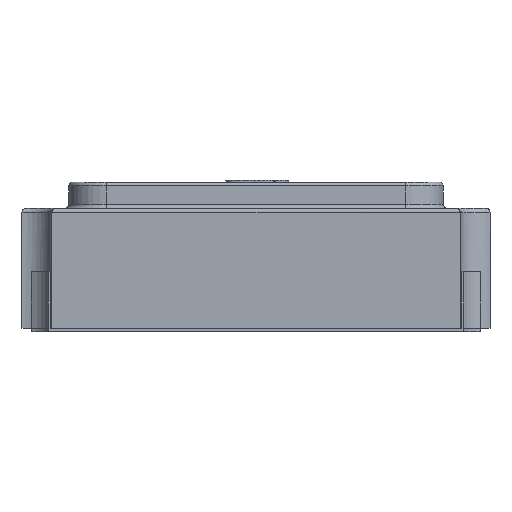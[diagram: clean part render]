
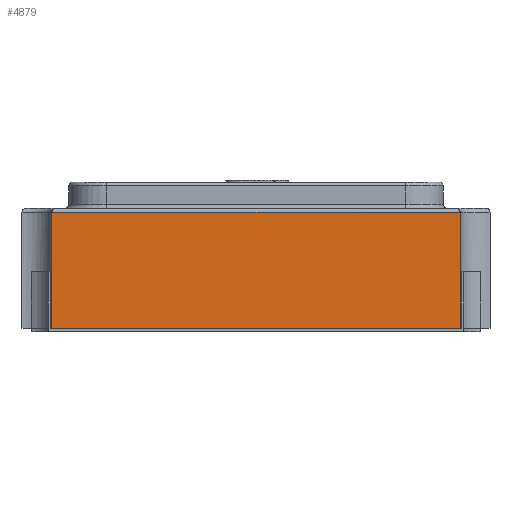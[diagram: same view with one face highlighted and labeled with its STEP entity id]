
A CAD part, left-side view. The second image highlights one B-rep face of the part: STEP entity #4879.
In plain terms, the highlighted planar face has unit normal (-1, 0, 0).
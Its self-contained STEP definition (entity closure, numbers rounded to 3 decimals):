
#1442 = CYLINDRICAL_SURFACE('',#1443,0.16);
#1443 = AXIS2_PLACEMENT_3D('',#1444,#1445,#1446);
#1444 = CARTESIAN_POINT('',(-1.6,1.25,0.66));
#1445 = DIRECTION('',(0.,0.,-1.));
#1446 = DIRECTION('',(0.,1.,0.));
#1706 = CYLINDRICAL_SURFACE('',#1707,0.16);
#1707 = AXIS2_PLACEMENT_3D('',#1708,#1709,#1710);
#1708 = CARTESIAN_POINT('',(-1.6,-1.25,0.66));
#1709 = DIRECTION('',(0.,0.,-1.));
#1710 = DIRECTION('',(0.,1.,0.));
#2663 = VERTEX_POINT('',#2664);
#2664 = CARTESIAN_POINT('',(-1.6,1.09,0.64));
#2735 = EDGE_CURVE('',#2663,#2736,#2738,.T.);
#2736 = VERTEX_POINT('',#2737);
#2737 = CARTESIAN_POINT('',(-1.6,1.09,0.02));
#2738 = SURFACE_CURVE('',#2739,(#2743,#2772),.PCURVE_S1.);
#2739 = LINE('',#2740,#2741);
#2740 = CARTESIAN_POINT('',(-1.6,1.09,0.66));
#2741 = VECTOR('',#2742,1.);
#2742 = DIRECTION('',(0.,0.,-1.));
#2743 = PCURVE('',#1442,#2744);
#2744 = DEFINITIONAL_REPRESENTATION('',(#2745),#2771);
#2745 = B_SPLINE_CURVE_WITH_KNOTS('',3,(#2746,#2747,#2748,#2749,#2750,
    #2751,#2752,#2753,#2754,#2755,#2756,#2757,#2758,#2759,#2760,#2761,
    #2762,#2763,#2764,#2765,#2766,#2767,#2768,#2769,#2770),
  .UNSPECIFIED.,.F.,.F.,(4,1,1,1,1,1,1,1,1,1,1,1,1,1,1,1,1,1,1,1,1,1,4),
  (0.02,0.048,0.076,0.105,
    0.133,0.161,0.189,0.217,
    0.245,0.274,0.302,0.33,0.358,
    0.386,0.415,0.443,0.471,
    0.499,0.527,0.555,0.584,
    0.612,0.64),.QUASI_UNIFORM_KNOTS.);
#2746 = CARTESIAN_POINT('',(3.142,0.02));
#2747 = CARTESIAN_POINT('',(3.142,0.029));
#2748 = CARTESIAN_POINT('',(3.142,0.048));
#2749 = CARTESIAN_POINT('',(3.142,0.076));
#2750 = CARTESIAN_POINT('',(3.142,0.105));
#2751 = CARTESIAN_POINT('',(3.142,0.133));
#2752 = CARTESIAN_POINT('',(3.142,0.161));
#2753 = CARTESIAN_POINT('',(3.142,0.189));
#2754 = CARTESIAN_POINT('',(3.142,0.217));
#2755 = CARTESIAN_POINT('',(3.142,0.245));
#2756 = CARTESIAN_POINT('',(3.142,0.274));
#2757 = CARTESIAN_POINT('',(3.142,0.302));
#2758 = CARTESIAN_POINT('',(3.142,0.33));
#2759 = CARTESIAN_POINT('',(3.142,0.358));
#2760 = CARTESIAN_POINT('',(3.142,0.386));
#2761 = CARTESIAN_POINT('',(3.142,0.415));
#2762 = CARTESIAN_POINT('',(3.142,0.443));
#2763 = CARTESIAN_POINT('',(3.142,0.471));
#2764 = CARTESIAN_POINT('',(3.142,0.499));
#2765 = CARTESIAN_POINT('',(3.142,0.527));
#2766 = CARTESIAN_POINT('',(3.142,0.555));
#2767 = CARTESIAN_POINT('',(3.142,0.584));
#2768 = CARTESIAN_POINT('',(3.142,0.612));
#2769 = CARTESIAN_POINT('',(3.142,0.631));
#2770 = CARTESIAN_POINT('',(3.142,0.64));
#2771 = ( GEOMETRIC_REPRESENTATION_CONTEXT(2) 
PARAMETRIC_REPRESENTATION_CONTEXT() REPRESENTATION_CONTEXT('2D SPACE',''
  ) );
#2772 = PCURVE('',#2773,#2778);
#2773 = PLANE('',#2774);
#2774 = AXIS2_PLACEMENT_3D('',#2775,#2776,#2777);
#2775 = CARTESIAN_POINT('',(-1.6,-1.09,0.66));
#2776 = DIRECTION('',(1.,0.,0.));
#2777 = DIRECTION('',(0.,1.,0.));
#2778 = DEFINITIONAL_REPRESENTATION('',(#2779),#2783);
#2779 = LINE('',#2780,#2781);
#2780 = CARTESIAN_POINT('',(2.18,0.));
#2781 = VECTOR('',#2782,1.);
#2782 = DIRECTION('',(0.,-1.));
#2783 = ( GEOMETRIC_REPRESENTATION_CONTEXT(2) 
PARAMETRIC_REPRESENTATION_CONTEXT() REPRESENTATION_CONTEXT('2D SPACE',''
  ) );
#2824 = PLANE('',#2825);
#2825 = AXIS2_PLACEMENT_3D('',#2826,#2827,#2828);
#2826 = CARTESIAN_POINT('',(-1.6,-1.25,0.02));
#2827 = DIRECTION('',(0.,0.,1.));
#2828 = DIRECTION('',(0.,-1.,0.));
#3370 = VERTEX_POINT('',#3371);
#3371 = CARTESIAN_POINT('',(-1.6,-1.09,0.02));
#3421 = EDGE_CURVE('',#3422,#3370,#3424,.T.);
#3422 = VERTEX_POINT('',#3423);
#3423 = CARTESIAN_POINT('',(-1.6,-1.09,0.64));
#3424 = SURFACE_CURVE('',#3425,(#3429,#3458),.PCURVE_S1.);
#3425 = LINE('',#3426,#3427);
#3426 = CARTESIAN_POINT('',(-1.6,-1.09,0.66));
#3427 = VECTOR('',#3428,1.);
#3428 = DIRECTION('',(0.,0.,-1.));
#3429 = PCURVE('',#1706,#3430);
#3430 = DEFINITIONAL_REPRESENTATION('',(#3431),#3457);
#3431 = B_SPLINE_CURVE_WITH_KNOTS('',3,(#3432,#3433,#3434,#3435,#3436,
    #3437,#3438,#3439,#3440,#3441,#3442,#3443,#3444,#3445,#3446,#3447,
    #3448,#3449,#3450,#3451,#3452,#3453,#3454,#3455,#3456),
  .UNSPECIFIED.,.F.,.F.,(4,1,1,1,1,1,1,1,1,1,1,1,1,1,1,1,1,1,1,1,1,1,4),
  (0.02,0.048,0.076,0.105,
    0.133,0.161,0.189,0.217,
    0.245,0.274,0.302,0.33,0.358,
    0.386,0.415,0.443,0.471,
    0.499,0.527,0.555,0.584,
    0.612,0.64),.QUASI_UNIFORM_KNOTS.);
#3432 = CARTESIAN_POINT('',(0.,0.02));
#3433 = CARTESIAN_POINT('',(0.,0.029));
#3434 = CARTESIAN_POINT('',(0.,0.048));
#3435 = CARTESIAN_POINT('',(0.,0.076));
#3436 = CARTESIAN_POINT('',(0.,0.105));
#3437 = CARTESIAN_POINT('',(0.,0.133));
#3438 = CARTESIAN_POINT('',(0.,0.161));
#3439 = CARTESIAN_POINT('',(0.,0.189));
#3440 = CARTESIAN_POINT('',(0.,0.217));
#3441 = CARTESIAN_POINT('',(0.,0.245));
#3442 = CARTESIAN_POINT('',(0.,0.274));
#3443 = CARTESIAN_POINT('',(0.,0.302));
#3444 = CARTESIAN_POINT('',(0.,0.33));
#3445 = CARTESIAN_POINT('',(0.,0.358));
#3446 = CARTESIAN_POINT('',(0.,0.386));
#3447 = CARTESIAN_POINT('',(0.,0.415));
#3448 = CARTESIAN_POINT('',(0.,0.443));
#3449 = CARTESIAN_POINT('',(0.,0.471));
#3450 = CARTESIAN_POINT('',(0.,0.499));
#3451 = CARTESIAN_POINT('',(0.,0.527));
#3452 = CARTESIAN_POINT('',(0.,0.555));
#3453 = CARTESIAN_POINT('',(0.,0.584));
#3454 = CARTESIAN_POINT('',(0.,0.612));
#3455 = CARTESIAN_POINT('',(0.,0.631));
#3456 = CARTESIAN_POINT('',(0.,0.64));
#3457 = ( GEOMETRIC_REPRESENTATION_CONTEXT(2) 
PARAMETRIC_REPRESENTATION_CONTEXT() REPRESENTATION_CONTEXT('2D SPACE',''
  ) );
#3458 = PCURVE('',#2773,#3459);
#3459 = DEFINITIONAL_REPRESENTATION('',(#3460),#3464);
#3460 = LINE('',#3461,#3462);
#3461 = CARTESIAN_POINT('',(0.,0.));
#3462 = VECTOR('',#3463,1.);
#3463 = DIRECTION('',(0.,-1.));
#3464 = ( GEOMETRIC_REPRESENTATION_CONTEXT(2) 
PARAMETRIC_REPRESENTATION_CONTEXT() REPRESENTATION_CONTEXT('2D SPACE',''
  ) );
#4814 = EDGE_CURVE('',#2736,#3370,#4815,.T.);
#4815 = SURFACE_CURVE('',#4816,(#4820,#4827),.PCURVE_S1.);
#4816 = LINE('',#4817,#4818);
#4817 = CARTESIAN_POINT('',(-1.6,-1.09,0.02));
#4818 = VECTOR('',#4819,1.);
#4819 = DIRECTION('',(0.,-1.,0.));
#4820 = PCURVE('',#2824,#4821);
#4821 = DEFINITIONAL_REPRESENTATION('',(#4822),#4826);
#4822 = LINE('',#4823,#4824);
#4823 = CARTESIAN_POINT('',(-0.16,0.));
#4824 = VECTOR('',#4825,1.);
#4825 = DIRECTION('',(1.,0.));
#4826 = ( GEOMETRIC_REPRESENTATION_CONTEXT(2) 
PARAMETRIC_REPRESENTATION_CONTEXT() REPRESENTATION_CONTEXT('2D SPACE',''
  ) );
#4827 = PCURVE('',#2773,#4828);
#4828 = DEFINITIONAL_REPRESENTATION('',(#4829),#4833);
#4829 = LINE('',#4830,#4831);
#4830 = CARTESIAN_POINT('',(0.,-0.64));
#4831 = VECTOR('',#4832,1.);
#4832 = DIRECTION('',(-1.,0.));
#4833 = ( GEOMETRIC_REPRESENTATION_CONTEXT(2) 
PARAMETRIC_REPRESENTATION_CONTEXT() REPRESENTATION_CONTEXT('2D SPACE',''
  ) );
#4879 = ADVANCED_FACE('',(#4880),#2773,.F.);
#4880 = FACE_BOUND('',#4881,.T.);
#4881 = EDGE_LOOP('',(#4882,#4883,#4931,#4932));
#4882 = ORIENTED_EDGE('',*,*,#3421,.F.);
#4883 = ORIENTED_EDGE('',*,*,#4884,.T.);
#4884 = EDGE_CURVE('',#3422,#2663,#4885,.T.);
#4885 = SURFACE_CURVE('',#4886,(#4890,#4897),.PCURVE_S1.);
#4886 = LINE('',#4887,#4888);
#4887 = CARTESIAN_POINT('',(-1.6,1.09,0.64));
#4888 = VECTOR('',#4889,1.);
#4889 = DIRECTION('',(0.,1.,0.));
#4890 = PCURVE('',#2773,#4891);
#4891 = DEFINITIONAL_REPRESENTATION('',(#4892),#4896);
#4892 = LINE('',#4893,#4894);
#4893 = CARTESIAN_POINT('',(2.18,-0.02));
#4894 = VECTOR('',#4895,1.);
#4895 = DIRECTION('',(1.,0.));
#4896 = ( GEOMETRIC_REPRESENTATION_CONTEXT(2) 
PARAMETRIC_REPRESENTATION_CONTEXT() REPRESENTATION_CONTEXT('2D SPACE',''
  ) );
#4897 = PCURVE('',#4898,#4903);
#4898 = CYLINDRICAL_SURFACE('',#4899,0.02);
#4899 = AXIS2_PLACEMENT_3D('',#4900,#4901,#4902);
#4900 = CARTESIAN_POINT('',(-1.58,-1.25,0.64));
#4901 = DIRECTION('',(0.,1.,0.));
#4902 = DIRECTION('',(-1.,0.,0.));
#4903 = DEFINITIONAL_REPRESENTATION('',(#4904),#4930);
#4904 = B_SPLINE_CURVE_WITH_KNOTS('',3,(#4905,#4906,#4907,#4908,#4909,
    #4910,#4911,#4912,#4913,#4914,#4915,#4916,#4917,#4918,#4919,#4920,
    #4921,#4922,#4923,#4924,#4925,#4926,#4927,#4928,#4929),
  .UNSPECIFIED.,.F.,.F.,(4,1,1,1,1,1,1,1,1,1,1,1,1,1,1,1,1,1,1,1,1,1,4),
  (-2.18,-2.081,-1.982,-1.883,
    -1.784,-1.685,-1.585,-1.486,
    -1.387,-1.288,-1.189,-1.09,
    -0.991,-0.892,-0.793,-0.694,
    -0.595,-0.495,-0.396,-0.297,
    -0.198,-0.099,0.),.UNSPECIFIED.);
#4905 = CARTESIAN_POINT('',(0.,0.16));
#4906 = CARTESIAN_POINT('',(0.,0.193));
#4907 = CARTESIAN_POINT('',(0.,0.259));
#4908 = CARTESIAN_POINT('',(0.,0.358));
#4909 = CARTESIAN_POINT('',(0.,0.457));
#4910 = CARTESIAN_POINT('',(0.,0.556));
#4911 = CARTESIAN_POINT('',(0.,0.655));
#4912 = CARTESIAN_POINT('',(0.,0.755));
#4913 = CARTESIAN_POINT('',(0.,0.854));
#4914 = CARTESIAN_POINT('',(0.,0.953));
#4915 = CARTESIAN_POINT('',(0.,1.052));
#4916 = CARTESIAN_POINT('',(0.,1.151));
#4917 = CARTESIAN_POINT('',(0.,1.25));
#4918 = CARTESIAN_POINT('',(0.,1.349));
#4919 = CARTESIAN_POINT('',(0.,1.448));
#4920 = CARTESIAN_POINT('',(0.,1.547));
#4921 = CARTESIAN_POINT('',(0.,1.646));
#4922 = CARTESIAN_POINT('',(0.,1.745));
#4923 = CARTESIAN_POINT('',(0.,1.845));
#4924 = CARTESIAN_POINT('',(0.,1.944));
#4925 = CARTESIAN_POINT('',(0.,2.043));
#4926 = CARTESIAN_POINT('',(0.,2.142));
#4927 = CARTESIAN_POINT('',(0.,2.241));
#4928 = CARTESIAN_POINT('',(0.,2.307));
#4929 = CARTESIAN_POINT('',(0.,2.34));
#4930 = ( GEOMETRIC_REPRESENTATION_CONTEXT(2) 
PARAMETRIC_REPRESENTATION_CONTEXT() REPRESENTATION_CONTEXT('2D SPACE',''
  ) );
#4931 = ORIENTED_EDGE('',*,*,#2735,.T.);
#4932 = ORIENTED_EDGE('',*,*,#4814,.T.);
